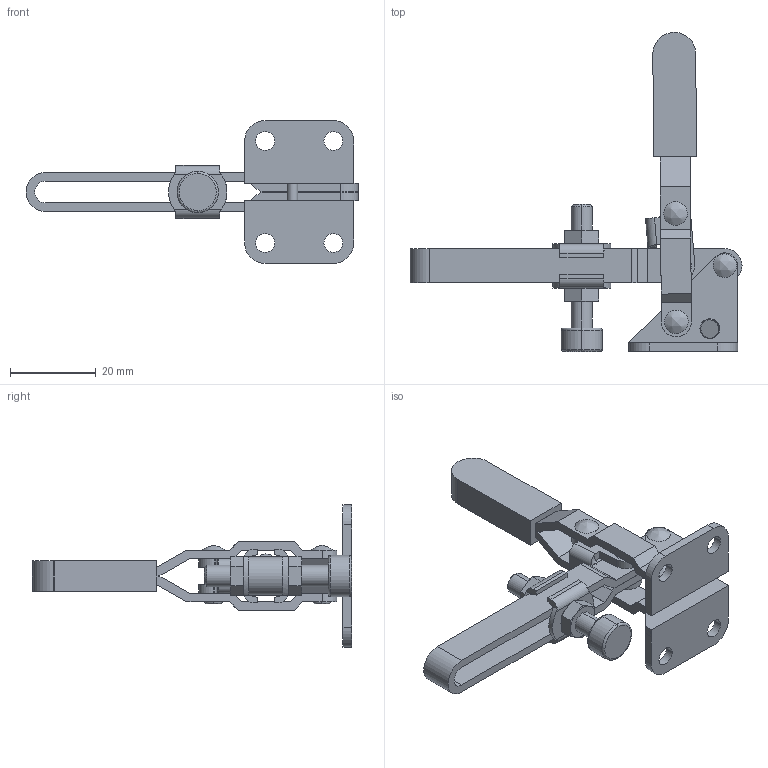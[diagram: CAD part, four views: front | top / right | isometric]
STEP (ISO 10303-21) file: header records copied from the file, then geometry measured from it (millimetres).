
FILE_DESCRIPTION (( 'STEP AP214' ), '1' );
FILE_NAME ('GH-101-AL.STEP', '2020-03-10T05:36:15', ( 'LinWei' ), ( '' ), 'SwSTEP 2.0', 'SolidWorks 2016', '' );
FILE_SCHEMA (( 'AUTOMOTIVE_DESIGN' ));
Length unit declared in the file: millimetre
Products named in the file (6): GH-101-AL; 1101AL09_GH-101-A; Group5^493778(GH-101-A); Group4^493778(GH-101-A); Group2^493778(GH-101-A); Group1^493778(GH-101-A)
Assembly tree (5 placements, depth 2):
  GH-101-AL
    Group1^493778(GH-101-A)
    Group2^493778(GH-101-A)
    Group4^493778(GH-101-A)
    Group5^493778(GH-101-A)
    1101AL09_GH-101-A
Bounding box: 77.4 x 74.4 x 33.3 mm (x, y, z)
Volume: 10586.6 mm3; surface area: 11558.7 mm2
Topology: 5 solids, 5 shells, 303 faces, 776 edges, 499 vertices
Faces by surface type: plane 129, cylinder 115, cone 30, bspline 29
Entity records: 13495 total; most frequent: CARTESIAN_POINT 2968, ORIENTED_EDGE 1546, DIRECTION 1528, EDGE_CURVE 773, AXIS2_PLACEMENT_3D 574, VERTEX_POINT 499, VECTOR 380, LINE 380
